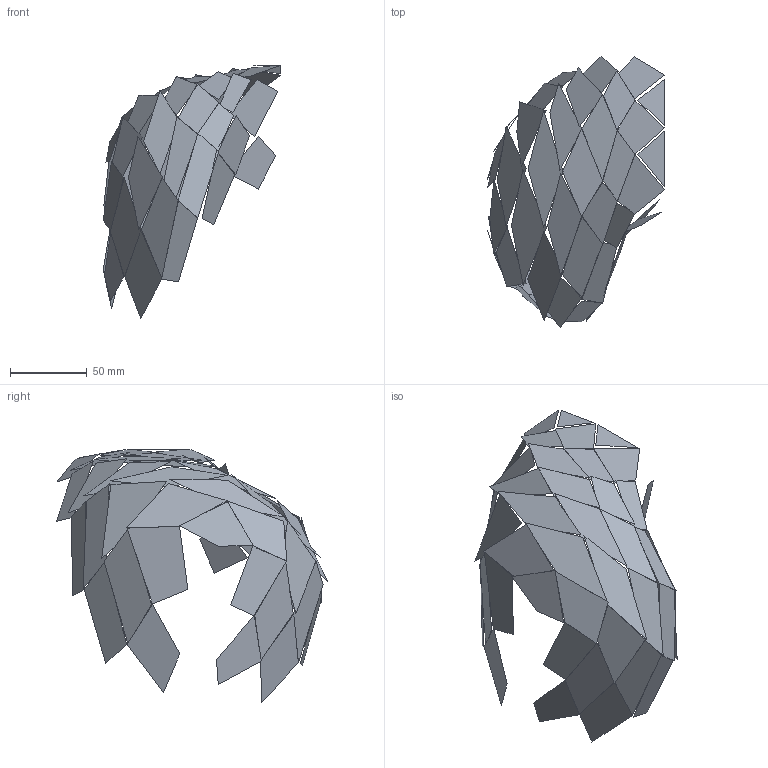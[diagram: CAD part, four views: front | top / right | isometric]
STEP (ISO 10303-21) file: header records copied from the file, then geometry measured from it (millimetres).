
FILE_DESCRIPTION(/* description */ (''),/* implementation_level */ '2;1');
FILE_NAME(/* name */ 'Abd-diamond-flat-surface v5.step',/* time_stamp */ '2024-05-18T00:58:19-04:00',/* author */ (''),/* organization */ (''),/* preprocessor_version */ 'ST-DEVELOPER v20',/* originating_system */ 'Autodesk Translation Framework v12.20.1.177',/* authorisation */ '');
FILE_SCHEMA (('AUTOMOTIVE_DESIGN { 1 0 10303 214 3 1 1 }'));
Length unit declared in the file: millimetre
Products named in the file (1): Abd-diamond-flat-surface
Bounding box: 115.46 x 176.41 x 164.78 mm (x, y, z)
Surface area: 35775.8 mm2 (no closed solid volume)
Topology: 0 solids, 43 shells, 43 faces, 170 edges, 170 vertices
Faces by surface type: plane 43
Entity records: 1869 total; most frequent: CARTESIAN_POINT 384, DIRECTION 258, LINE 170, VECTOR 170, VERTEX_POINT 170, EDGE_CURVE 170, ORIENTED_EDGE 170, AXIS2_PLACEMENT_3D 44
